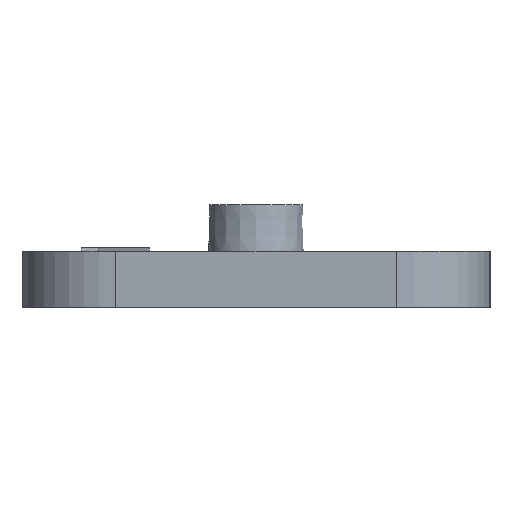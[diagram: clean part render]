
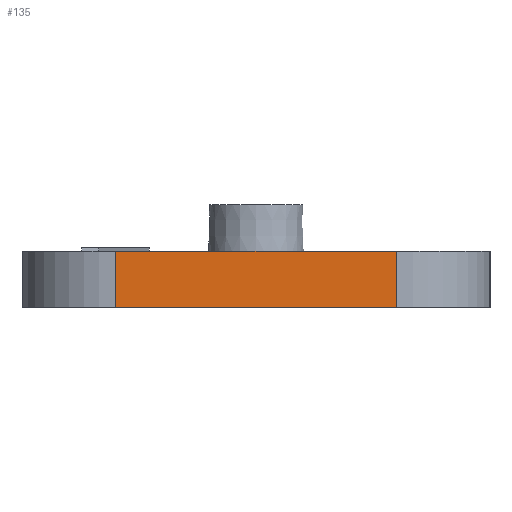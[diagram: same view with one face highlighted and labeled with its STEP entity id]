
A CAD part, left-side view. The second image highlights one B-rep face of the part: STEP entity #135.
In plain terms, the highlighted planar face has unit normal (-1, 0, 0).
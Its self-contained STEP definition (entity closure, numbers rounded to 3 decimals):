
#135 = ADVANCED_FACE( '', ( #268 ), #269, .T. );
#268 = FACE_OUTER_BOUND( '', #401, .T. );
#269 = PLANE( '', #402 );
#401 = EDGE_LOOP( '', ( #875, #876, #877, #878 ) );
#402 = AXIS2_PLACEMENT_3D( '', #879, #880, #881 );
#875 = ORIENTED_EDGE( '', *, *, #951, .F. );
#876 = ORIENTED_EDGE( '', *, *, #898, .T. );
#877 = ORIENTED_EDGE( '', *, *, #952, .T. );
#878 = ORIENTED_EDGE( '', *, *, #944, .F. );
#879 = CARTESIAN_POINT( '', ( -53., -7.5, 111.869 ) );
#880 = DIRECTION( '', ( -1., 0., 0. ) );
#881 = DIRECTION( '', ( 0., 1., 0. ) );
#898 = EDGE_CURVE( '', #1063, #1061, #1064, .T. );
#944 = EDGE_CURVE( '', #1150, #1152, #1153, .T. );
#951 = EDGE_CURVE( '', #1063, #1150, #1160, .T. );
#952 = EDGE_CURVE( '', #1061, #1152, #1161, .T. );
#1061 = VERTEX_POINT( '', #1322 );
#1063 = VERTEX_POINT( '', #1324 );
#1064 = LINE( '', #1325, #1326 );
#1150 = VERTEX_POINT( '', #1450 );
#1152 = VERTEX_POINT( '', #1452 );
#1153 = LINE( '', #1453, #1454 );
#1160 = LINE( '', #1465, #1466 );
#1161 = LINE( '', #1467, #1468 );
#1322 = CARTESIAN_POINT( '', ( -53., 7.5, 3. ) );
#1324 = CARTESIAN_POINT( '', ( -53., -7.5, 3. ) );
#1325 = CARTESIAN_POINT( '', ( -53., 0., 3. ) );
#1326 = VECTOR( '', #1680, 1000. );
#1450 = CARTESIAN_POINT( '', ( -53., -7.5, 0. ) );
#1452 = CARTESIAN_POINT( '', ( -53., 7.5, 0. ) );
#1453 = CARTESIAN_POINT( '', ( -53., 0., 0. ) );
#1454 = VECTOR( '', #1740, 1000. );
#1465 = CARTESIAN_POINT( '', ( -53., -7.5, 111.869 ) );
#1466 = VECTOR( '', #1751, 1000. );
#1467 = CARTESIAN_POINT( '', ( -53., 7.5, 111.869 ) );
#1468 = VECTOR( '', #1752, 1000. );
#1680 = DIRECTION( '', ( 0., 1., 0. ) );
#1740 = DIRECTION( '', ( 0., 1., 0. ) );
#1751 = DIRECTION( '', ( 0., 0., -1. ) );
#1752 = DIRECTION( '', ( 0., 0., -1. ) );
